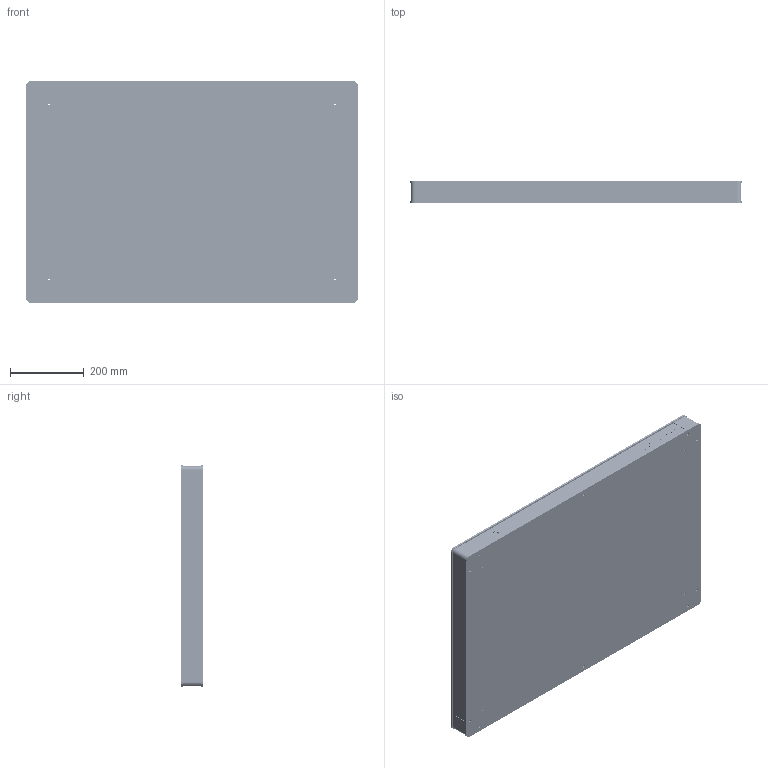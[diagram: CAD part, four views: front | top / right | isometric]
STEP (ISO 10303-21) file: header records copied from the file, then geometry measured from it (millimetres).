
FILE_DESCRIPTION (( 'STEP AP214' ), '1' );
FILE_NAME ('B6090A.STEP', '2021-04-15T15:28:09', ( '' ), ( '' ), 'SwSTEP 2.0', 'SolidWorks 2020', '' );
FILE_SCHEMA (( 'AUTOMOTIVE_DESIGN' ));
Length unit declared in the file: millimetre
Products named in the file (1): B6090A
Bounding box: 900 x 60 x 600 mm (x, y, z)
Volume: 6739191.4 mm3; surface area: 8168872.8 mm2
Topology: 70 solids, 70 shells, 5326 faces, 15362 edges, 10222 vertices
Faces by surface type: plane 4084, cylinder 1240, bspline 2
Full cylindrical faces by diameter (mm): 5 x868, 7 x10, 10 x102
Entity records: 230933 total; most frequent: CARTESIAN_POINT 29775, ORIENTED_EDGE 28556, DIRECTION 27404, EDGE_CURVE 14278, VECTOR 11794, LINE 11794, VERTEX_POINT 10120, EDGE_LOOP 8378
